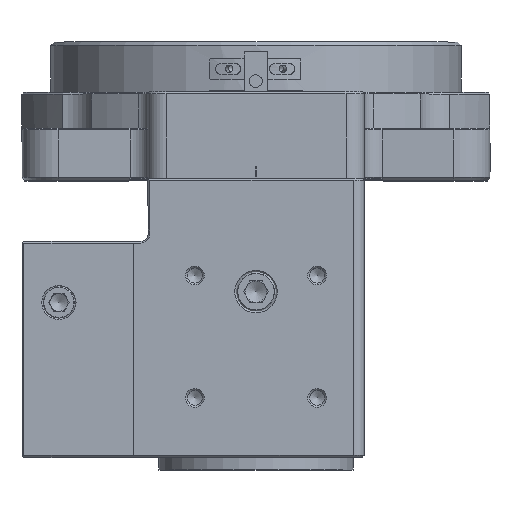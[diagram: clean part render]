
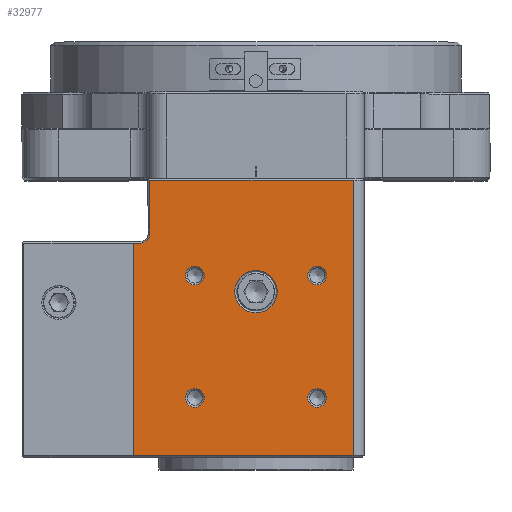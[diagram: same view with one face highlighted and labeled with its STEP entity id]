
A CAD part, top view. The second image highlights one B-rep face of the part: STEP entity #32977.
In plain terms, the highlighted planar face has unit normal (0, 0, 1).
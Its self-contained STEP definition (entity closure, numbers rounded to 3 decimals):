
#160 = AXIS2_PLACEMENT_3D ( 'NONE', #7051, #7046, #7005 ) ;
#474 = VERTEX_POINT ( 'NONE', #3842 ) ;
#1017 = CARTESIAN_POINT ( 'NONE',  ( 14.4, -61., 98. ) ) ;
#1025 = VERTEX_POINT ( 'NONE', #1017 ) ;
#1346 = EDGE_CURVE ( 'NONE', #9974, #10116, #2512, .T. ) ;
#1855 = VERTEX_POINT ( 'NONE', #24399 ) ;
#2512 = CIRCLE ( 'NONE', #27712, 2.5 ) ;
#2561 = CARTESIAN_POINT ( 'NONE',  ( -5.9, -31.5, 98. ) ) ;
#2601 = VERTEX_POINT ( 'NONE', #2561 ) ;
#3842 = CARTESIAN_POINT ( 'NONE',  ( -29.5, -0.5, 98. ) ) ;
#5093 = CARTESIAN_POINT ( 'NONE',  ( 14.4, -27., 98. ) ) ;
#5135 = VERTEX_POINT ( 'NONE', #5093 ) ;
#5374 = VECTOR ( 'NONE', #19199, 1000. ) ;
#5844 = AXIS2_PLACEMENT_3D ( 'NONE', #30013, #30007, #29999 ) ;
#6720 = CARTESIAN_POINT ( 'NONE',  ( -32., -18., 98. ) ) ;
#7005 = DIRECTION ( 'NONE',  ( -1., 0., 0. ) ) ;
#7046 = DIRECTION ( 'NONE',  ( 0., 0., -1. ) ) ;
#7051 = CARTESIAN_POINT ( 'NONE',  ( -17., -61., 98. ) ) ;
#7549 = DIRECTION ( 'NONE',  ( -1., 0., 0. ) ) ;
#7553 = DIRECTION ( 'NONE',  ( 0., 0., -1. ) ) ;
#7590 = CARTESIAN_POINT ( 'NONE',  ( 17., -61., 98. ) ) ;
#8092 = CARTESIAN_POINT ( 'NONE',  ( -29.5, -15.5, 98. ) ) ;
#8461 = DIRECTION ( 'NONE',  ( -1., 0., 0. ) ) ;
#8467 = DIRECTION ( 'NONE',  ( 0., 0., -1. ) ) ;
#8500 = CARTESIAN_POINT ( 'NONE',  ( 17., -27., 98. ) ) ;
#8678 = EDGE_CURVE ( 'NONE', #1855, #13067, #21890, .T. ) ;
#9240 = DIRECTION ( 'NONE',  ( -1., 0., 0. ) ) ;
#9246 = DIRECTION ( 'NONE',  ( 0., 0., -1. ) ) ;
#9250 = CARTESIAN_POINT ( 'NONE',  ( 27., -15., 98. ) ) ;
#9287 = PLANE ( 'NONE',  #34351 ) ;
#9291 = FACE_BOUND ( 'NONE', #32066, .T. ) ;
#9295 = FACE_BOUND ( 'NONE', #31415, .T. ) ;
#9331 = FACE_BOUND ( 'NONE', #31591, .T. ) ;
#9379 = FACE_BOUND ( 'NONE', #28799, .T. ) ;
#9385 = FACE_OUTER_BOUND ( 'NONE', #27594, .T. ) ;
#9418 = FACE_BOUND ( 'NONE', #26944, .T. ) ;
#9677 = CARTESIAN_POINT ( 'NONE',  ( 27., -77., 98. ) ) ;
#9777 = VECTOR ( 'NONE', #16249, 1000. ) ;
#9907 = EDGE_CURVE ( 'NONE', #5135, #5135, #11946, .T. ) ;
#9974 = VERTEX_POINT ( 'NONE', #8092 ) ;
#10116 = VERTEX_POINT ( 'NONE', #6720 ) ;
#10161 = CARTESIAN_POINT ( 'NONE',  ( -34., -77., 98. ) ) ;
#10344 = VECTOR ( 'NONE', #21800, 1000. ) ;
#10775 = DIRECTION ( 'NONE',  ( 0., -1., 0. ) ) ;
#10778 = CARTESIAN_POINT ( 'NONE',  ( -34., -15., 98. ) ) ;
#10782 = LINE ( 'NONE', #10778, #26444 ) ;
#10855 = EDGE_CURVE ( 'NONE', #1855, #474, #36332, .T. ) ;
#11230 = CIRCLE ( 'NONE', #160, 2.6 ) ;
#11562 = VERTEX_POINT ( 'NONE', #26325 ) ;
#11802 = AXIS2_PLACEMENT_3D ( 'NONE', #35204, #35171, #35168 ) ;
#11946 = CIRCLE ( 'NONE', #16596, 2.6 ) ;
#12998 = VERTEX_POINT ( 'NONE', #10161 ) ;
#13067 = VERTEX_POINT ( 'NONE', #9677 ) ;
#14211 = ORIENTED_EDGE ( 'NONE', *, *, #14557, .T. ) ;
#14269 = ORIENTED_EDGE ( 'NONE', *, *, #15156, .T. ) ;
#14309 = ORIENTED_EDGE ( 'NONE', *, *, #22255, .T. ) ;
#14443 = ORIENTED_EDGE ( 'NONE', *, *, #1346, .T. ) ;
#14481 = ORIENTED_EDGE ( 'NONE', *, *, #32464, .T. ) ;
#14557 = EDGE_CURVE ( 'NONE', #2601, #2601, #16911, .T. ) ;
#14622 = ORIENTED_EDGE ( 'NONE', *, *, #29159, .T. ) ;
#14673 = ORIENTED_EDGE ( 'NONE', *, *, #19301, .T. ) ;
#14839 = ORIENTED_EDGE ( 'NONE', *, *, #8678, .F. ) ;
#14853 = ORIENTED_EDGE ( 'NONE', *, *, #10855, .T. ) ;
#14889 = ORIENTED_EDGE ( 'NONE', *, *, #16819, .T. ) ;
#15013 = ORIENTED_EDGE ( 'NONE', *, *, #29496, .T. ) ;
#15077 = ORIENTED_EDGE ( 'NONE', *, *, #34052, .T. ) ;
#15136 = DIRECTION ( 'NONE',  ( -1., 0., 0. ) ) ;
#15156 = EDGE_CURVE ( 'NONE', #474, #34319, #23960, .T. ) ;
#15218 = CARTESIAN_POINT ( 'NONE',  ( 27., -18., 98. ) ) ;
#15221 = LINE ( 'NONE', #15218, #32328 ) ;
#15233 = ORIENTED_EDGE ( 'NONE', *, *, #9907, .T. ) ;
#15669 = CIRCLE ( 'NONE', #36616, 2.6 ) ;
#16249 = DIRECTION ( 'NONE',  ( 1., 0., 0. ) ) ;
#16254 = CARTESIAN_POINT ( 'NONE',  ( 27., -77., 98. ) ) ;
#16260 = LINE ( 'NONE', #16254, #9777 ) ;
#16596 = AXIS2_PLACEMENT_3D ( 'NONE', #8500, #8467, #8461 ) ;
#16819 = EDGE_CURVE ( 'NONE', #1025, #1025, #15669, .T. ) ;
#16911 = CIRCLE ( 'NONE', #5844, 5.9 ) ;
#19199 = DIRECTION ( 'NONE',  ( 0., -1., 0. ) ) ;
#19233 = CARTESIAN_POINT ( 'NONE',  ( -29.5, -15., 98. ) ) ;
#19238 = LINE ( 'NONE', #19233, #5374 ) ;
#19301 = EDGE_CURVE ( 'NONE', #12998, #13067, #16260, .T. ) ;
#21800 = DIRECTION ( 'NONE',  ( 0., -1., 0. ) ) ;
#21863 = CARTESIAN_POINT ( 'NONE',  ( 27., -15., 98. ) ) ;
#21890 = LINE ( 'NONE', #21863, #10344 ) ;
#22255 = EDGE_CURVE ( 'NONE', #34319, #9974, #19238, .T. ) ;
#22603 = VECTOR ( 'NONE', #36317, 1000. ) ;
#23921 = DIRECTION ( 'NONE',  ( 0., -1., 0. ) ) ;
#23951 = CARTESIAN_POINT ( 'NONE',  ( -29.5, -15., 98. ) ) ;
#23960 = LINE ( 'NONE', #23951, #30719 ) ;
#24399 = CARTESIAN_POINT ( 'NONE',  ( 27., -0.5, 98. ) ) ;
#26325 = CARTESIAN_POINT ( 'NONE',  ( -34., -18., 98. ) ) ;
#26444 = VECTOR ( 'NONE', #10775, 1000. ) ;
#26944 = EDGE_LOOP ( 'NONE', ( #14211 ) ) ;
#27594 = EDGE_LOOP ( 'NONE', ( #14269, #14309, #14443, #14481, #14622, #14673, #14839, #14853 ) ) ;
#27669 = CIRCLE ( 'NONE', #11802, 2.6 ) ;
#27712 = AXIS2_PLACEMENT_3D ( 'NONE', #30908, #30875, #30868 ) ;
#28284 = CARTESIAN_POINT ( 'NONE',  ( -19.6, -27., 98. ) ) ;
#28326 = VERTEX_POINT ( 'NONE', #28284 ) ;
#28799 = EDGE_LOOP ( 'NONE', ( #14889 ) ) ;
#29159 = EDGE_CURVE ( 'NONE', #11562, #12998, #10782, .T. ) ;
#29496 = EDGE_CURVE ( 'NONE', #30414, #30414, #11230, .T. ) ;
#29999 = DIRECTION ( 'NONE',  ( -1., 0., 0. ) ) ;
#30007 = DIRECTION ( 'NONE',  ( 0., 0., -1. ) ) ;
#30013 = CARTESIAN_POINT ( 'NONE',  ( 0., -31.5, 98. ) ) ;
#30372 = CARTESIAN_POINT ( 'NONE',  ( -19.6, -61., 98. ) ) ;
#30414 = VERTEX_POINT ( 'NONE', #30372 ) ;
#30719 = VECTOR ( 'NONE', #23921, 1000. ) ;
#30868 = DIRECTION ( 'NONE',  ( -1., 0., 0. ) ) ;
#30875 = DIRECTION ( 'NONE',  ( 0., 0., -1. ) ) ;
#30908 = CARTESIAN_POINT ( 'NONE',  ( -32., -15.5, 98. ) ) ;
#31415 = EDGE_LOOP ( 'NONE', ( #15077 ) ) ;
#31591 = EDGE_LOOP ( 'NONE', ( #15013 ) ) ;
#32066 = EDGE_LOOP ( 'NONE', ( #15233 ) ) ;
#32328 = VECTOR ( 'NONE', #15136, 1000. ) ;
#32433 = CARTESIAN_POINT ( 'NONE',  ( -29.5, -10.101, 98. ) ) ;
#32464 = EDGE_CURVE ( 'NONE', #10116, #11562, #15221, .T. ) ;
#32977 = ADVANCED_FACE ( 'NONE', ( #9418, #9385, #9379, #9331, #9295, #9291 ), #9287, .F. ) ;
#34052 = EDGE_CURVE ( 'NONE', #28326, #28326, #27669, .T. ) ;
#34319 = VERTEX_POINT ( 'NONE', #32433 ) ;
#34351 = AXIS2_PLACEMENT_3D ( 'NONE', #9250, #9246, #9240 ) ;
#35168 = DIRECTION ( 'NONE',  ( -1., 0., 0. ) ) ;
#35171 = DIRECTION ( 'NONE',  ( 0., 0., -1. ) ) ;
#35204 = CARTESIAN_POINT ( 'NONE',  ( -17., -27., 98. ) ) ;
#36317 = DIRECTION ( 'NONE',  ( -1., 0., 0. ) ) ;
#36324 = CARTESIAN_POINT ( 'NONE',  ( -30., -0.5, 98. ) ) ;
#36332 = LINE ( 'NONE', #36324, #22603 ) ;
#36616 = AXIS2_PLACEMENT_3D ( 'NONE', #7590, #7553, #7549 ) ;
